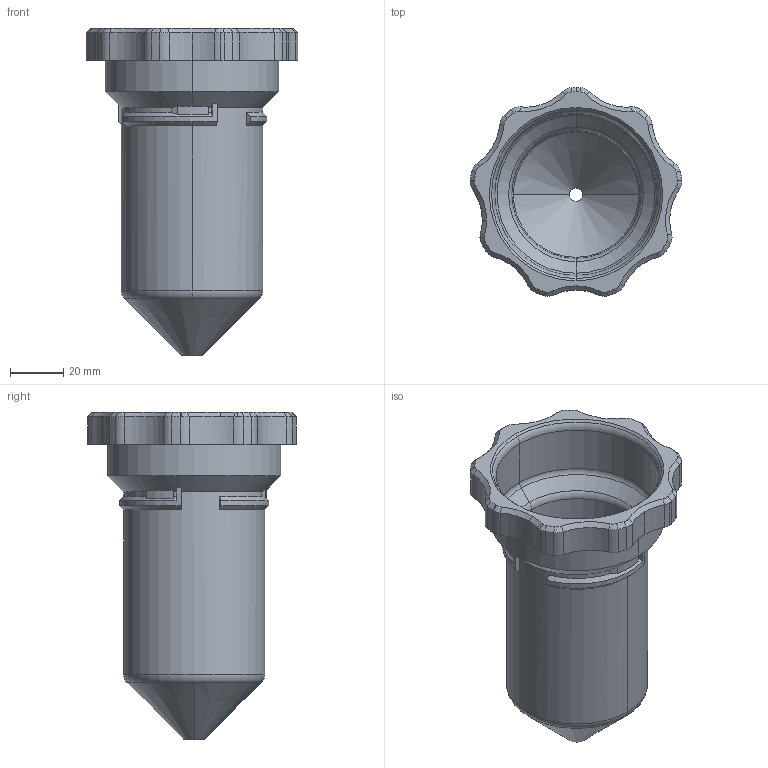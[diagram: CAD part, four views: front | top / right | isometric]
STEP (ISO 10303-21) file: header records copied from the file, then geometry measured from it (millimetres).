
FILE_DESCRIPTION (( 'STEP AP203' ), '1' );
FILE_NAME ('Standard_Pot_Raw.STEP', '2020-11-29T12:47:22', ( '' ), ( '' ), '', '', '' );
FILE_SCHEMA (( 'CONFIG_CONTROL_DESIGN' ));
Length unit declared in the file: millimetre
Products named in the file (1): Standard_Pot_Raw
Bounding box: 79.38 x 78.36 x 122.63 mm (x, y, z)
Volume: 52899.3 mm3; surface area: 47350 mm2
Topology: 1 solids, 1 shells, 239 faces, 607 edges, 370 vertices
Faces by surface type: cylinder 99, cone 60, torus 54, plane 26
Entity records: 7549 total; most frequent: DIRECTION 1464, CARTESIAN_POINT 1415, ORIENTED_EDGE 1214, AXIS2_PLACEMENT_3D 633, EDGE_CURVE 607, CIRCLE 393, VERTEX_POINT 370, EDGE_LOOP 241
